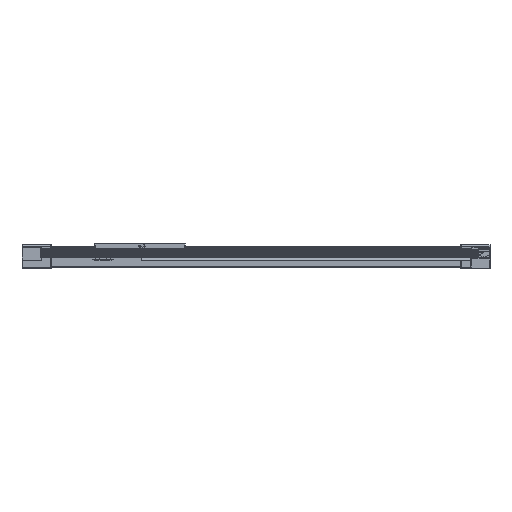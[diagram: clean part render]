
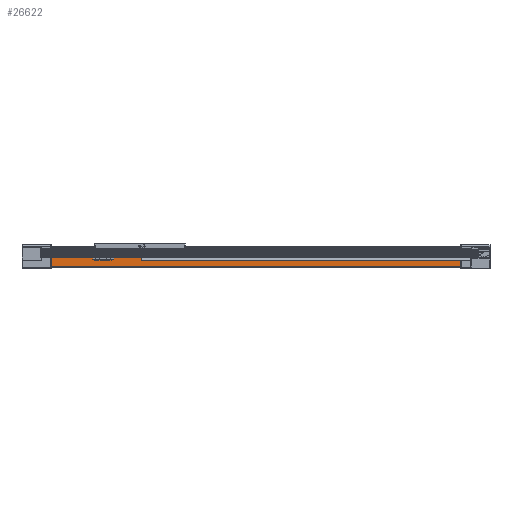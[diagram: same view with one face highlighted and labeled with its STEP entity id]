
A CAD part, front view. The second image highlights one B-rep face of the part: STEP entity #26622.
In plain terms, the highlighted planar face has unit normal (0, -1, 0).
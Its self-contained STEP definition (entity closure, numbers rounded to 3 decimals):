
#653 = ORIENTED_EDGE ( 'NONE', *, *, #6120, .T. ) ;
#697 = VERTEX_POINT ( 'NONE', #24399 ) ;
#1373 = ORIENTED_EDGE ( 'NONE', *, *, #9491, .T. ) ;
#3044 = VERTEX_POINT ( 'NONE', #25841 ) ;
#3075 = VERTEX_POINT ( 'NONE', #32293 ) ;
#3303 = LINE ( 'NONE', #3806, #19079 ) ;
#3806 = CARTESIAN_POINT ( 'NONE',  ( -76., 988.5, -5.5 ) ) ;
#4807 = LINE ( 'NONE', #15157, #53809 ) ;
#4971 = ORIENTED_EDGE ( 'NONE', *, *, #36535, .T. ) ;
#4994 = ORIENTED_EDGE ( 'NONE', *, *, #66926, .T. ) ;
#5077 = DIRECTION ( 'NONE',  ( 0., 0., -1. ) ) ;
#5301 = VERTEX_POINT ( 'NONE', #58399 ) ;
#5640 = AXIS2_PLACEMENT_3D ( 'NONE', #40253, #50091, #12744 ) ;
#5730 = AXIS2_PLACEMENT_3D ( 'NONE', #48015, #31949, #31718 ) ;
#6120 = EDGE_CURVE ( 'NONE', #697, #5301, #16725, .T. ) ;
#7090 = DIRECTION ( 'NONE',  ( 0., -1., 0. ) ) ;
#7108 = CARTESIAN_POINT ( 'NONE',  ( 9.5, 988.5, 1010.408 ) ) ;
#7546 = PLANE ( 'NONE',  #33706 ) ;
#7567 = DIRECTION ( 'NONE',  ( 0., 0., -1. ) ) ;
#7595 = EDGE_CURVE ( 'NONE', #55528, #38833, #41592, .T. ) ;
#8212 = CIRCLE ( 'NONE', #5640, 1.5 ) ;
#9146 = CARTESIAN_POINT ( 'NONE',  ( -6.5, 988.5, 10.374 ) ) ;
#9491 = EDGE_CURVE ( 'NONE', #5301, #3044, #3303, .T. ) ;
#10084 = VECTOR ( 'NONE', #24737, 1000. ) ;
#10514 = EDGE_CURVE ( 'NONE', #31309, #21017, #8212, .T. ) ;
#11304 = EDGE_CURVE ( 'NONE', #31989, #21017, #4807, .T. ) ;
#11502 = ORIENTED_EDGE ( 'NONE', *, *, #52286, .T. ) ;
#12744 = DIRECTION ( 'NONE',  ( 0., 0., -1. ) ) ;
#13306 = DIRECTION ( 'NONE',  ( 0., 1., 0. ) ) ;
#13342 = AXIS2_PLACEMENT_3D ( 'NONE', #9146, #19792, #46703 ) ;
#13415 = VECTOR ( 'NONE', #34374, 1000. ) ;
#14189 = DIRECTION ( 'NONE',  ( 1., 0., 0. ) ) ;
#15157 = CARTESIAN_POINT ( 'NONE',  ( -106., 988.5, 10.8 ) ) ;
#15261 = CIRCLE ( 'NONE', #62262, 1020.908 ) ;
#15549 = EDGE_CURVE ( 'NONE', #3075, #16370, #15261, .T. ) ;
#15629 = ORIENTED_EDGE ( 'NONE', *, *, #15549, .T. ) ;
#15868 = FACE_OUTER_BOUND ( 'NONE', #23705, .T. ) ;
#16180 = EDGE_CURVE ( 'NONE', #38833, #697, #62561, .T. ) ;
#16370 = VERTEX_POINT ( 'NONE', #24252 ) ;
#16725 = LINE ( 'NONE', #66835, #10084 ) ;
#16980 = DIRECTION ( 'NONE',  ( 0., 0., -1. ) ) ;
#17571 = ORIENTED_EDGE ( 'NONE', *, *, #16180, .T. ) ;
#18964 = CARTESIAN_POINT ( 'NONE',  ( -8., 988.5, 10.374 ) ) ;
#19079 = VECTOR ( 'NONE', #16980, 1000. ) ;
#19792 = DIRECTION ( 'NONE',  ( 0., 1., 0. ) ) ;
#21017 = VERTEX_POINT ( 'NONE', #29850 ) ;
#21594 = CARTESIAN_POINT ( 'NONE',  ( 27., 988.5, 12. ) ) ;
#21931 = CARTESIAN_POINT ( 'NONE',  ( 25.524, 988.5, -10.374 ) ) ;
#22556 = ORIENTED_EDGE ( 'NONE', *, *, #7595, .T. ) ;
#23608 = ORIENTED_EDGE ( 'NONE', *, *, #10514, .F. ) ;
#23705 = EDGE_LOOP ( 'NONE', ( #46478, #50183, #60722, #23608, #27241, #4971, #4994, #15629, #11502, #22556, #17571, #653, #1373 ) ) ;
#24252 = CARTESIAN_POINT ( 'NONE',  ( -6.524, 988.5, -10.374 ) ) ;
#24399 = CARTESIAN_POINT ( 'NONE',  ( -7.938, 988.5, 10.8 ) ) ;
#24680 = LINE ( 'NONE', #40824, #68538 ) ;
#24737 = DIRECTION ( 'NONE',  ( -1., 0., 0. ) ) ;
#25841 = CARTESIAN_POINT ( 'NONE',  ( -76., 988.5, -21.8 ) ) ;
#26622 = ADVANCED_FACE ( 'NONE', ( #15868 ), #7546, .T. ) ;
#27117 = DIRECTION ( 'NONE',  ( 0., 0., -1. ) ) ;
#27241 = ORIENTED_EDGE ( 'NONE', *, *, #54954, .T. ) ;
#29044 = VERTEX_POINT ( 'NONE', #41103 ) ;
#29850 = CARTESIAN_POINT ( 'NONE',  ( 26.938, 988.5, 10.8 ) ) ;
#30398 = CARTESIAN_POINT ( 'NONE',  ( 27., 988.5, -8.874 ) ) ;
#31309 = VERTEX_POINT ( 'NONE', #40583 ) ;
#31424 = CARTESIAN_POINT ( 'NONE',  ( 9.5, 988.5, 1010.408 ) ) ;
#31718 = DIRECTION ( 'NONE',  ( 0., 0., -1. ) ) ;
#31949 = DIRECTION ( 'NONE',  ( 0., 1., 0. ) ) ;
#31989 = VERTEX_POINT ( 'NONE', #65625 ) ;
#32293 = CARTESIAN_POINT ( 'NONE',  ( 9.5, 988.5, -10.5 ) ) ;
#33706 = AXIS2_PLACEMENT_3D ( 'NONE', #65107, #7090, #60003 ) ;
#34264 = DIRECTION ( 'NONE',  ( 0., 0., 1. ) ) ;
#34374 = DIRECTION ( 'NONE',  ( 0., 0., 1. ) ) ;
#34590 = CARTESIAN_POINT ( 'NONE',  ( -8., 988.5, 12. ) ) ;
#34709 = DIRECTION ( 'NONE',  ( 0., 0., 1. ) ) ;
#34722 = VERTEX_POINT ( 'NONE', #30398 ) ;
#36535 = EDGE_CURVE ( 'NONE', #34722, #39310, #57234, .T. ) ;
#36845 = CARTESIAN_POINT ( 'NONE',  ( -8., 988.5, -8.874 ) ) ;
#38833 = VERTEX_POINT ( 'NONE', #18964 ) ;
#39310 = VERTEX_POINT ( 'NONE', #21931 ) ;
#40059 = DIRECTION ( 'NONE',  ( 0., 1., 0. ) ) ;
#40253 = CARTESIAN_POINT ( 'NONE',  ( 25.5, 988.5, 10.374 ) ) ;
#40583 = CARTESIAN_POINT ( 'NONE',  ( 27., 988.5, 10.374 ) ) ;
#40824 = CARTESIAN_POINT ( 'NONE',  ( -106., 988.5, -21.8 ) ) ;
#41103 = CARTESIAN_POINT ( 'NONE',  ( 598., 988.5, -21.8 ) ) ;
#41592 = LINE ( 'NONE', #34590, #13415 ) ;
#42236 = EDGE_CURVE ( 'NONE', #3044, #29044, #24680, .T. ) ;
#43269 = LINE ( 'NONE', #60587, #46644 ) ;
#46478 = ORIENTED_EDGE ( 'NONE', *, *, #42236, .T. ) ;
#46644 = VECTOR ( 'NONE', #34264, 1000. ) ;
#46703 = DIRECTION ( 'NONE',  ( 0., 0., -1. ) ) ;
#48015 = CARTESIAN_POINT ( 'NONE',  ( 25.5, 988.5, -8.874 ) ) ;
#48809 = CIRCLE ( 'NONE', #61305, 1020.908 ) ;
#50091 = DIRECTION ( 'NONE',  ( 0., -1., 0. ) ) ;
#50183 = ORIENTED_EDGE ( 'NONE', *, *, #55238, .T. ) ;
#50380 = CIRCLE ( 'NONE', #55422, 1.5 ) ;
#52286 = EDGE_CURVE ( 'NONE', #16370, #55528, #50380, .T. ) ;
#53809 = VECTOR ( 'NONE', #64112, 1000. ) ;
#54954 = EDGE_CURVE ( 'NONE', #31309, #34722, #64934, .T. ) ;
#55238 = EDGE_CURVE ( 'NONE', #29044, #31989, #43269, .T. ) ;
#55422 = AXIS2_PLACEMENT_3D ( 'NONE', #56389, #40059, #34709 ) ;
#55528 = VERTEX_POINT ( 'NONE', #36845 ) ;
#56389 = CARTESIAN_POINT ( 'NONE',  ( -6.5, 988.5, -8.874 ) ) ;
#57234 = CIRCLE ( 'NONE', #5730, 1.5 ) ;
#58399 = CARTESIAN_POINT ( 'NONE',  ( -76., 988.5, 10.8 ) ) ;
#60003 = DIRECTION ( 'NONE',  ( -1., 0., 0. ) ) ;
#60587 = CARTESIAN_POINT ( 'NONE',  ( 598., 988.5, -5.5 ) ) ;
#60722 = ORIENTED_EDGE ( 'NONE', *, *, #11304, .T. ) ;
#61305 = AXIS2_PLACEMENT_3D ( 'NONE', #7108, #13306, #7567 ) ;
#62262 = AXIS2_PLACEMENT_3D ( 'NONE', #31424, #68676, #5077 ) ;
#62561 = CIRCLE ( 'NONE', #13342, 1.5 ) ;
#64112 = DIRECTION ( 'NONE',  ( -1., 0., 0. ) ) ;
#64934 = LINE ( 'NONE', #21594, #67496 ) ;
#65107 = CARTESIAN_POINT ( 'NONE',  ( -106., 988.5, 12. ) ) ;
#65625 = CARTESIAN_POINT ( 'NONE',  ( 598., 988.5, 10.8 ) ) ;
#66835 = CARTESIAN_POINT ( 'NONE',  ( -106., 988.5, 10.8 ) ) ;
#66926 = EDGE_CURVE ( 'NONE', #39310, #3075, #48809, .T. ) ;
#67496 = VECTOR ( 'NONE', #27117, 1000. ) ;
#68538 = VECTOR ( 'NONE', #14189, 1000. ) ;
#68676 = DIRECTION ( 'NONE',  ( 0., 1., 0. ) ) ;
